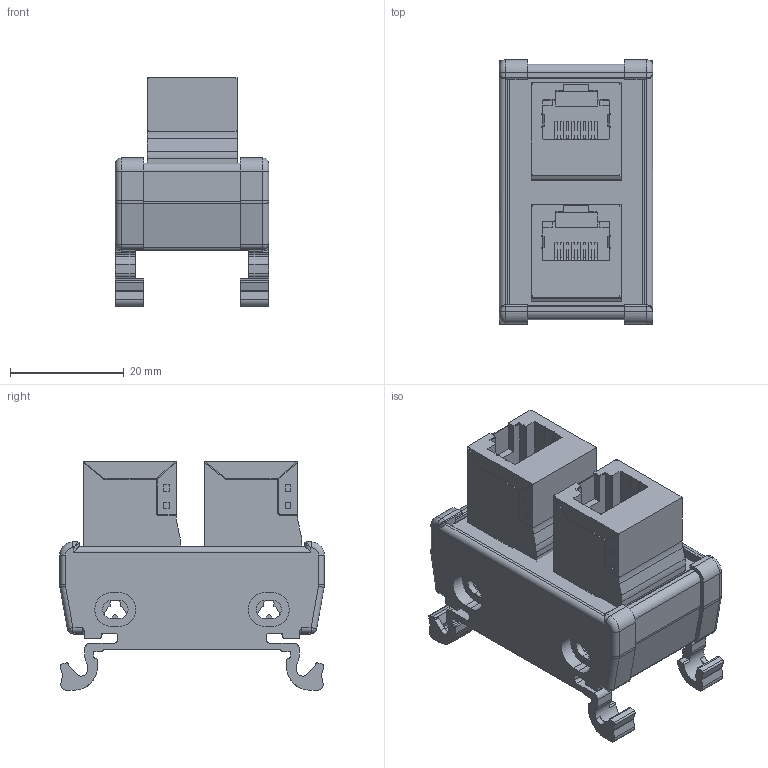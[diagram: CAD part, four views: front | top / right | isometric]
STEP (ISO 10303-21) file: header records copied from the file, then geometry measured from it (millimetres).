
FILE_DESCRIPTION(/* description */ (''),/* implementation_level */ '2;1');
FILE_NAME(/* name */ '15775_2_15775_2_RJS45-RJS45.stp',/* time_stamp */ '2021-07-26T13:59:57+02:00',/* author */ (''),/* organization */ (''),/* preprocessor_version */ 'ST-DEVELOPER 8.1',/* originating_system */ 'Autodesk Translation Framework 0.9.0.1377',/* authorisation */ '');
FILE_SCHEMA (('AUTOMOTIVE_DESIGN { 1 0 10303 214 3 1 1 }'));
Length unit declared in the file: millimetre
Products named in the file (7): 15775_2_RJS45-RJS45; Pcb; RS-SP0 Profil; AP0-TS_1; AP0-TS_2; RJ45_1; RJ45_2
Assembly tree (6 placements, depth 2):
  15775_2_RJS45-RJS45
    Pcb
    RS-SP0 Profil
    AP0-TS_1
    AP0-TS_2
    RJ45_1
    RJ45_2
Bounding box: 27 x 46.6 x 40.22 mm (x, y, z)
Volume: 15640.5 mm3; surface area: 18888.6 mm2
Topology: 6 solids, 6 shells, 1694 faces, 4758 edges, 3108 vertices
Faces by surface type: plane 1078, cylinder 564, torus 28, bspline 12, cone 8, sphere 4
Entity records: 55322 total; most frequent: CARTESIAN_POINT 9822, ORIENTED_EDGE 9500, DIRECTION 9366, EDGE_CURVE 4750, LINE 3486, VECTOR 3486, VERTEX_POINT 3108, AXIS2_PLACEMENT_3D 2940
